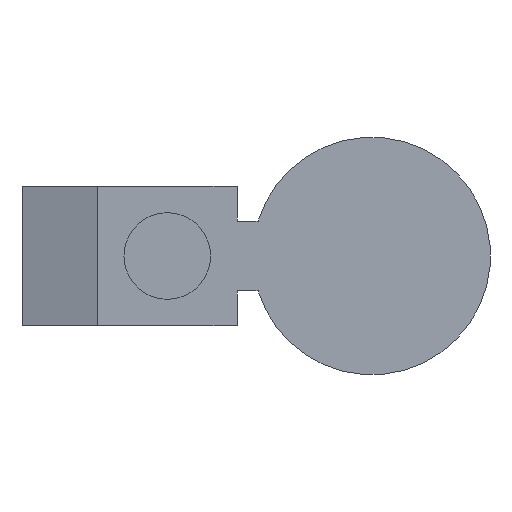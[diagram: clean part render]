
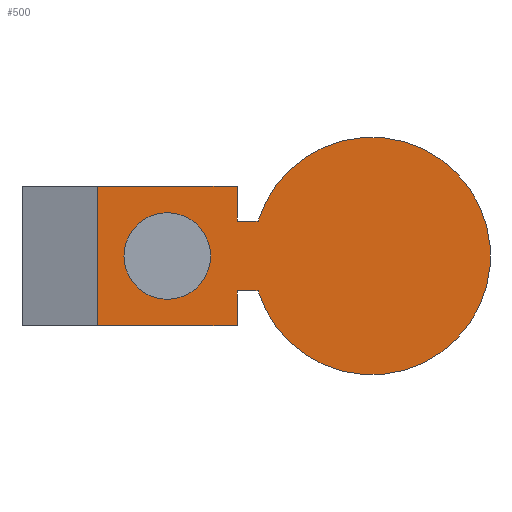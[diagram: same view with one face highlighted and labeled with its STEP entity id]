
A CAD part, left-side view. The second image highlights one B-rep face of the part: STEP entity #500.
In plain terms, the highlighted planar face has unit normal (-1, 0, 0).
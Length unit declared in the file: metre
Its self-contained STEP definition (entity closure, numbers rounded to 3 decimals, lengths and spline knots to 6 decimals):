
#13=LINE('',#681,#77);
#17=LINE('',#690,#81);
#56=LINE('',#770,#120);
#70=LINE('',#797,#134);
#71=LINE('',#799,#135);
#73=LINE('',#803,#137);
#74=LINE('',#805,#138);
#77=VECTOR('',#556,1.);
#81=VECTOR('',#562,1.);
#120=VECTOR('',#625,1.);
#134=VECTOR('',#651,1.);
#135=VECTOR('',#654,1.);
#137=VECTOR('',#658,1.);
#138=VECTOR('',#661,1.);
#162=PLANE('',#543);
#290=ORIENTED_EDGE('',*,*,#364,.T.);
#291=ORIENTED_EDGE('',*,*,#367,.F.);
#292=ORIENTED_EDGE('',*,*,#365,.F.);
#293=ORIENTED_EDGE('',*,*,#307,.F.);
#294=ORIENTED_EDGE('',*,*,#361,.F.);
#295=ORIENTED_EDGE('',*,*,#346,.T.);
#296=ORIENTED_EDGE('',*,*,#362,.T.);
#297=ORIENTED_EDGE('',*,*,#303,.F.);
#298=ORIENTED_EDGE('',*,*,#300,.T.);
#300=EDGE_CURVE('',#368,#368,#414,.T.);
#303=EDGE_CURVE('',#370,#372,#13,.T.);
#307=EDGE_CURVE('',#374,#376,#17,.T.);
#346=EDGE_CURVE('',#405,#404,#56,.T.);
#361=EDGE_CURVE('',#405,#374,#70,.T.);
#362=EDGE_CURVE('',#404,#372,#71,.T.);
#364=EDGE_CURVE('',#370,#412,#73,.T.);
#365=EDGE_CURVE('',#376,#413,#74,.T.);
#367=EDGE_CURVE('',#413,#412,#417,.T.);
#368=VERTEX_POINT('',#674);
#370=VERTEX_POINT('',#679);
#372=VERTEX_POINT('',#682);
#374=VERTEX_POINT('',#688);
#376=VERTEX_POINT('',#691);
#404=VERTEX_POINT('',#769);
#405=VERTEX_POINT('',#771);
#412=VERTEX_POINT('',#802);
#413=VERTEX_POINT('',#806);
#414=CIRCLE('',#516,0.0031);
#417=CIRCLE('',#542,0.0085);
#443=EDGE_LOOP('',(#290,#291,#292,#293,#294,#295,#296,#297));
#444=EDGE_LOOP('',(#298));
#471=FACE_BOUND('',#443,.T.);
#472=FACE_BOUND('',#444,.T.);
#500=ADVANCED_FACE('',(#471,#472),#162,.F.);
#516=AXIS2_PLACEMENT_3D('',#673,#549,#550);
#542=AXIS2_PLACEMENT_3D('',#809,#665,#666);
#543=AXIS2_PLACEMENT_3D('',#810,#667,#668);
#549=DIRECTION('',(1.,0.,0.));
#550=DIRECTION('',(0.,0.,-1.));
#556=DIRECTION('',(0.,0.,-1.));
#562=DIRECTION('',(0.,0.,-1.));
#625=DIRECTION('',(0.,0.,-1.));
#651=DIRECTION('',(0.,-1.,0.));
#654=DIRECTION('',(0.,-1.,0.));
#658=DIRECTION('',(0.,-1.,0.));
#661=DIRECTION('',(0.,-1.,0.));
#665=DIRECTION('',(1.,0.,0.));
#666=DIRECTION('',(0.,0.,-1.));
#667=DIRECTION('',(1.,0.,0.));
#668=DIRECTION('',(0.,1.,0.));
#673=CARTESIAN_POINT('',(0.021055,0.002714,0.02));
#674=CARTESIAN_POINT('',(0.021055,0.002714,0.0169));
#679=CARTESIAN_POINT('',(0.021055,-0.002286,0.0175));
#681=CARTESIAN_POINT('',(0.021055,-0.002286,0.025));
#682=CARTESIAN_POINT('',(0.021055,-0.002286,0.015));
#688=CARTESIAN_POINT('',(0.021055,-0.002286,0.025));
#690=CARTESIAN_POINT('',(0.021055,-0.002286,0.025));
#691=CARTESIAN_POINT('',(0.021055,-0.002286,0.0225));
#769=CARTESIAN_POINT('',(0.021055,0.007714,0.015));
#770=CARTESIAN_POINT('',(0.021055,0.007714,0.025));
#771=CARTESIAN_POINT('',(0.021055,0.007714,0.025));
#797=CARTESIAN_POINT('',(0.021055,0.005214,0.025));
#799=CARTESIAN_POINT('',(0.021055,0.005214,0.015));
#802=CARTESIAN_POINT('',(0.021055,-0.003786,0.0175));
#803=CARTESIAN_POINT('',(0.021055,-0.003036,0.0175));
#805=CARTESIAN_POINT('',(0.021055,-0.002313,0.0225));
#806=CARTESIAN_POINT('',(0.021055,-0.003786,0.0225));
#809=CARTESIAN_POINT('',(0.021055,-0.01191,0.02));
#810=CARTESIAN_POINT('',(0.021055,-0.003652,0.02));
